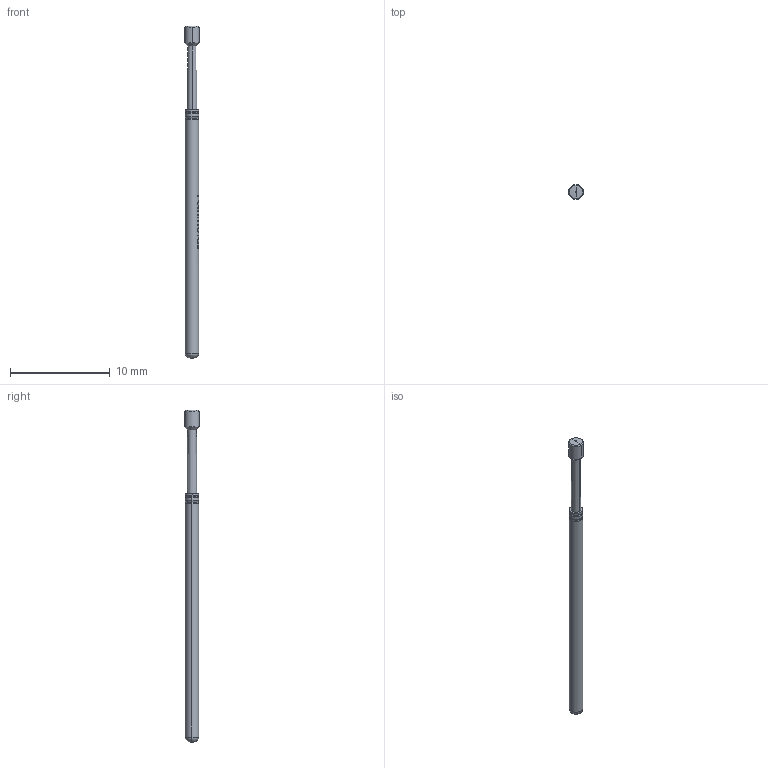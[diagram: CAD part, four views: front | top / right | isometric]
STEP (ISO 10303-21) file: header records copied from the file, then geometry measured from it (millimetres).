
FILE_DESCRIPTION (( 'STEP AP214' ), '1' );
FILE_NAME ('MOD-L10019B150Gxxx.STEP', '2021-04-15T11:08:29', ( 'Installadmin' ), ( 'Hewlett-Packard Company' ), 'SwSTEP 2.0', 'SolidWorks 2020', '' );
FILE_SCHEMA (( 'AUTOMOTIVE_DESIGN' ));
Length unit declared in the file: millimetre
Products named in the file (1): MOD-L10019B150Gxxx
Bounding box: 1.5 x 1.5 x 33.3 mm (x, y, z)
Volume: 44.1 mm3; surface area: 138.9 mm2
Topology: 1 solids, 1 shells, 176 faces, 497 edges, 323 vertices
Faces by surface type: plane 64, bspline 51, cylinder 43, torus 12, cone 6
Entity records: 8749 total; most frequent: CARTESIAN_POINT 4260, ORIENTED_EDGE 990, DIRECTION 672, EDGE_CURVE 495, VERTEX_POINT 323, AXIS2_PLACEMENT_3D 256, B_SPLINE_CURVE_WITH_KNOTS 205, EDGE_LOOP 178
